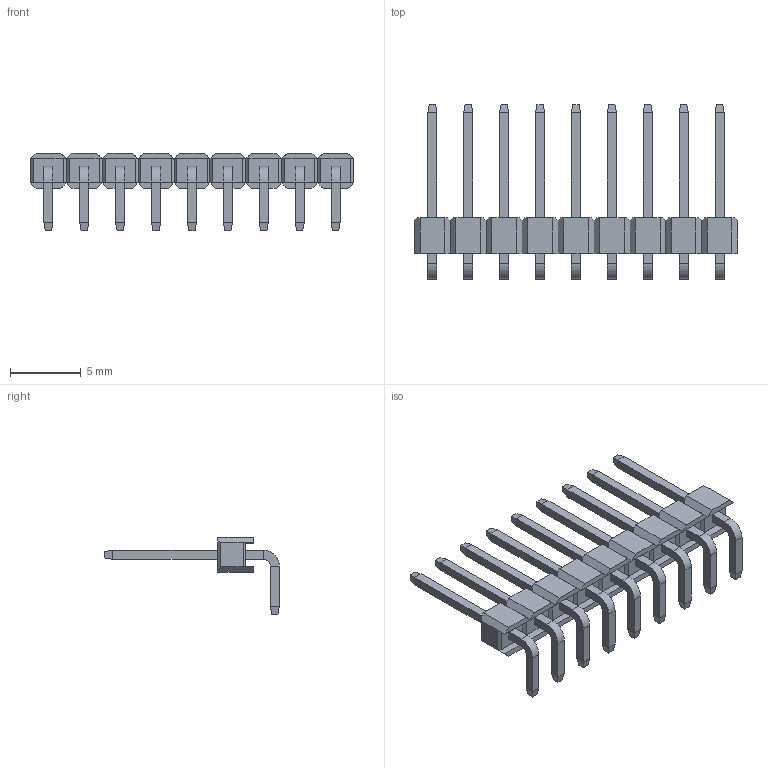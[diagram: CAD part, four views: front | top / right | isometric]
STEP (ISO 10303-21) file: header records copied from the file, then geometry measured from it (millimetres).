
FILE_DESCRIPTION (( 'STEP AP214' ), '1' );
FILE_NAME ('1x9 Male Pin Header Angle.STEP', '2018-11-15T17:58:39', ( 'M.B.I.' ), ( '' ), 'SwSTEP 2.0', '', '' );
FILE_SCHEMA (( 'AUTOMOTIVE_DESIGN' ));
Length unit declared in the file: millimetre
Products named in the file (1): 1x9 Male Pin Header Angle
Bounding box: 22.86 x 12.36 x 5.5 mm (x, y, z)
Volume: 165.8 mm3; surface area: 681.4 mm2
Topology: 10 solids, 10 shells, 422 faces, 1040 edges, 638 vertices
Faces by surface type: plane 404, cylinder 18
Entity records: 12163 total; most frequent: CARTESIAN_POINT 2101, ORIENTED_EDGE 2080, DIRECTION 1922, EDGE_CURVE 1040, VECTOR 1004, LINE 1004, VERTEX_POINT 638, AXIS2_PLACEMENT_3D 459
